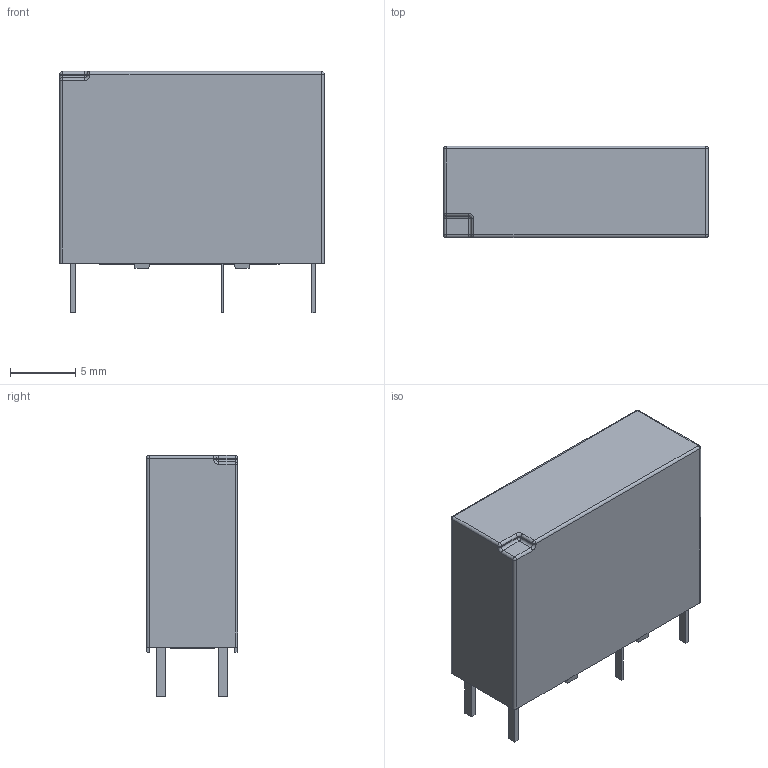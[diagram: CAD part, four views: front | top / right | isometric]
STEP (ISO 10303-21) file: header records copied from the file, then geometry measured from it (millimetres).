
FILE_DESCRIPTION (( 'STEP AP214' ), '1' );
FILE_NAME ('RELAY-TH_Y31-1A-XX.step', '2022-07-09T14:23:55', ( '' ), ( '' ), 'SwSTEP 2.0', 'SolidWorks 2020', '' );
FILE_SCHEMA (( 'AUTOMOTIVE_DESIGN' ));
Length unit declared in the file: millimetre
Products named in the file (1): RELAY-TH_Y31-1A-XX
Bounding box: 20.3 x 7.01 x 18.5 mm (x, y, z)
Volume: 2092.6 mm3; surface area: 1118.2 mm2
Topology: 1 solids, 1 shells, 374 faces, 989 edges, 643 vertices
Faces by surface type: plane 231, bspline 112, cylinder 21, sphere 7, torus 3
Entity records: 16511 total; most frequent: CARTESIAN_POINT 4104, ORIENTED_EDGE 1964, DIRECTION 1325, EDGE_CURVE 982, VECTOR 709, LINE 709, VERTEX_POINT 643, EDGE_LOOP 407
